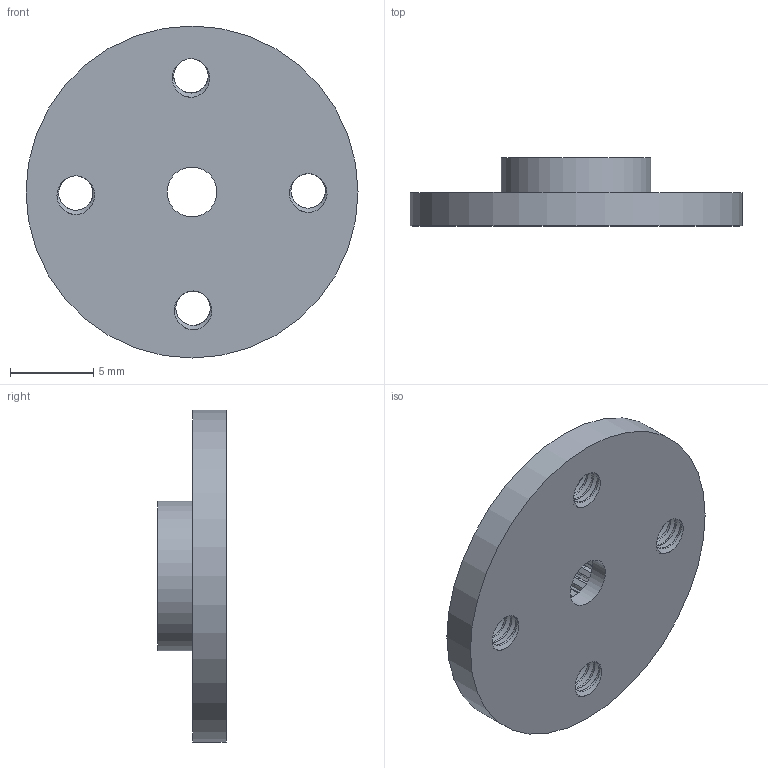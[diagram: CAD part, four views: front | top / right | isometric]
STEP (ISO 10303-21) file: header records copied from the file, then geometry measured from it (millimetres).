
FILE_DESCRIPTION(/* description */ (''),/* implementation_level */ '2;1');
FILE_NAME(/* name */ 'Wheel_gear_v1.step',/* time_stamp */ '2025-04-08T13:44:54-04:00',/* author */ (''),/* organization */ (''),/* preprocessor_version */ 'ST-DEVELOPER v20.1',/* originating_system */ 'Autodesk Translation Framework v14.4.0.0',/* authorisation */ '');
FILE_SCHEMA (('AUTOMOTIVE_DESIGN { 1 0 10303 214 3 1 1 }'));
Length unit declared in the file: millimetre
Products named in the file (1): Wheel_gear
Bounding box: 20 x 4.1 x 20 mm (x, y, z)
Volume: 632.6 mm3; surface area: 957.9 mm2
Topology: 1 solids, 1 shells, 209 faces, 615 edges, 410 vertices
Faces by surface type: bspline 108, cylinder 97, plane 4
Full cylindrical faces by diameter (mm): 2.075 x8, 2.58 x4, 3 x1, 9 x1, 20 x1
Entity records: 17298 total; most frequent: CARTESIAN_POINT 12585, ORIENTED_EDGE 1230, DIRECTION 637, EDGE_CURVE 615, VERTEX_POINT 410, B_SPLINE_CURVE_WITH_KNOTS 254, AXIS2_PLACEMENT_3D 224, EDGE_LOOP 221
